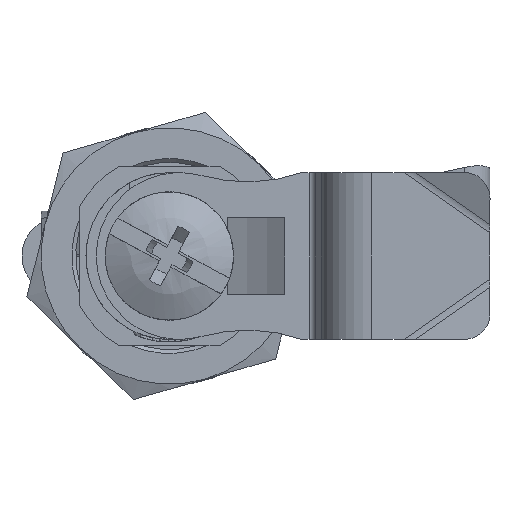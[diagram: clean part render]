
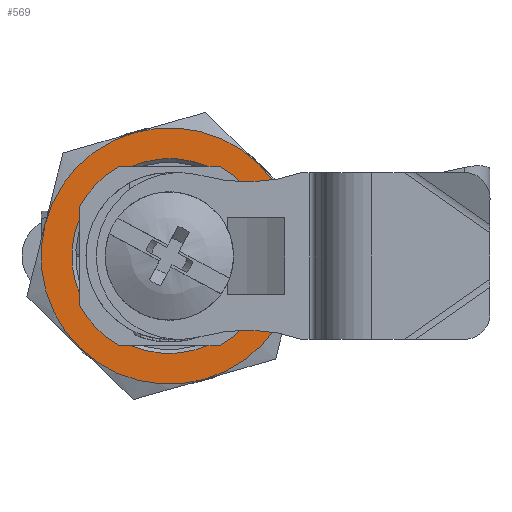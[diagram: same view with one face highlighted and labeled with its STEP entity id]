
A CAD part, front view. The second image highlights one B-rep face of the part: STEP entity #569.
In plain terms, the highlighted face is planar.
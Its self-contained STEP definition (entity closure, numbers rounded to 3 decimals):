
#569 = ADVANCED_FACE( '', ( #1162, #1163 ), #1164, .T. );
#1162 = FACE_BOUND( '', #2641, .T. );
#1163 = FACE_OUTER_BOUND( '', #2642, .T. );
#1164 = PLANE( '', #2643 );
#2641 = EDGE_LOOP( '', ( #5077 ) );
#2642 = EDGE_LOOP( '', ( #5078, #5079, #5080, #5081, #5082, #5083 ) );
#2643 = AXIS2_PLACEMENT_3D( '', #5084, #5085, #5086 );
#5077 = ORIENTED_EDGE( '', *, *, #6146, .T. );
#5078 = ORIENTED_EDGE( '', *, *, #6147, .F. );
#5079 = ORIENTED_EDGE( '', *, *, #6148, .F. );
#5080 = ORIENTED_EDGE( '', *, *, #6149, .F. );
#5081 = ORIENTED_EDGE( '', *, *, #6150, .F. );
#5082 = ORIENTED_EDGE( '', *, *, #6136, .F. );
#5083 = ORIENTED_EDGE( '', *, *, #6151, .F. );
#5084 = CARTESIAN_POINT( '', ( 10., -17.321, 0. ) );
#5085 = DIRECTION( '', ( 0., 0., -1. ) );
#5086 = DIRECTION( '', ( -0.5, -0.866, 0. ) );
#6136 = EDGE_CURVE( '', #7175, #7145, #7194, .F. );
#6146 = EDGE_CURVE( '', #7211, #7211, #7212, .F. );
#6147 = EDGE_CURVE( '', #7213, #7214, #7215, .F. );
#6148 = EDGE_CURVE( '', #7204, #7213, #7216, .F. );
#6149 = EDGE_CURVE( '', #7195, #7204, #7217, .F. );
#6150 = EDGE_CURVE( '', #7145, #7195, #7218, .T. );
#6151 = EDGE_CURVE( '', #7214, #7175, #7219, .F. );
#7145 = VERTEX_POINT( '', #11038 );
#7175 = VERTEX_POINT( '', #11098 );
#7194 = CIRCLE( '', #11146, 10. );
#7195 = VERTEX_POINT( '', #11147 );
#7204 = VERTEX_POINT( '', #11177 );
#7211 = VERTEX_POINT( '', #11200 );
#7212 = CIRCLE( '', #11201, 7.6 );
#7213 = VERTEX_POINT( '', #11202 );
#7214 = VERTEX_POINT( '', #11203 );
#7215 = CIRCLE( '', #11204, 10. );
#7216 = CIRCLE( '', #11205, 10. );
#7217 = CIRCLE( '', #11206, 10. );
#7218 = CIRCLE( '', #11207, 10. );
#7219 = CIRCLE( '', #11208, 10. );
#11038 = CARTESIAN_POINT( '', ( 10., 0., 0. ) );
#11098 = CARTESIAN_POINT( '', ( 5., -8.66, 0. ) );
#11146 = AXIS2_PLACEMENT_3D( '', #12555, #12556, #12557 );
#11147 = CARTESIAN_POINT( '', ( 5., 8.66, 0. ) );
#11177 = CARTESIAN_POINT( '', ( -5., 8.66, 0. ) );
#11200 = CARTESIAN_POINT( '', ( -7.6, 0., 0. ) );
#11201 = AXIS2_PLACEMENT_3D( '', #12560, #12561, #12562 );
#11202 = CARTESIAN_POINT( '', ( -10., 0., 0. ) );
#11203 = CARTESIAN_POINT( '', ( -5., -8.66, 0. ) );
#11204 = AXIS2_PLACEMENT_3D( '', #12563, #12564, #12565 );
#11205 = AXIS2_PLACEMENT_3D( '', #12566, #12567, #12568 );
#11206 = AXIS2_PLACEMENT_3D( '', #12569, #12570, #12571 );
#11207 = AXIS2_PLACEMENT_3D( '', #12572, #12573, #12574 );
#11208 = AXIS2_PLACEMENT_3D( '', #12575, #12576, #12577 );
#12555 = CARTESIAN_POINT( '', ( 0., 0., 0. ) );
#12556 = DIRECTION( '', ( 0., 0., -1. ) );
#12557 = DIRECTION( '', ( -1., 0., 0. ) );
#12560 = CARTESIAN_POINT( '', ( 0., 0., 0. ) );
#12561 = DIRECTION( '', ( 0., 0., -1. ) );
#12562 = DIRECTION( '', ( -1., 0., 0. ) );
#12563 = CARTESIAN_POINT( '', ( 0., 0., 0. ) );
#12564 = DIRECTION( '', ( 0., 0., -1. ) );
#12565 = DIRECTION( '', ( -1., 0., 0. ) );
#12566 = CARTESIAN_POINT( '', ( 0., 0., 0. ) );
#12567 = DIRECTION( '', ( 0., 0., -1. ) );
#12568 = DIRECTION( '', ( -1., 0., 0. ) );
#12569 = CARTESIAN_POINT( '', ( 0., 0., 0. ) );
#12570 = DIRECTION( '', ( 0., 0., -1. ) );
#12571 = DIRECTION( '', ( -1., 0., 0. ) );
#12572 = CARTESIAN_POINT( '', ( 0., 0., 0. ) );
#12573 = DIRECTION( '', ( 0., 0., 1. ) );
#12574 = DIRECTION( '', ( 1., 0., 0. ) );
#12575 = CARTESIAN_POINT( '', ( 0., 0., 0. ) );
#12576 = DIRECTION( '', ( 0., 0., -1. ) );
#12577 = DIRECTION( '', ( -1., 0., 0. ) );
